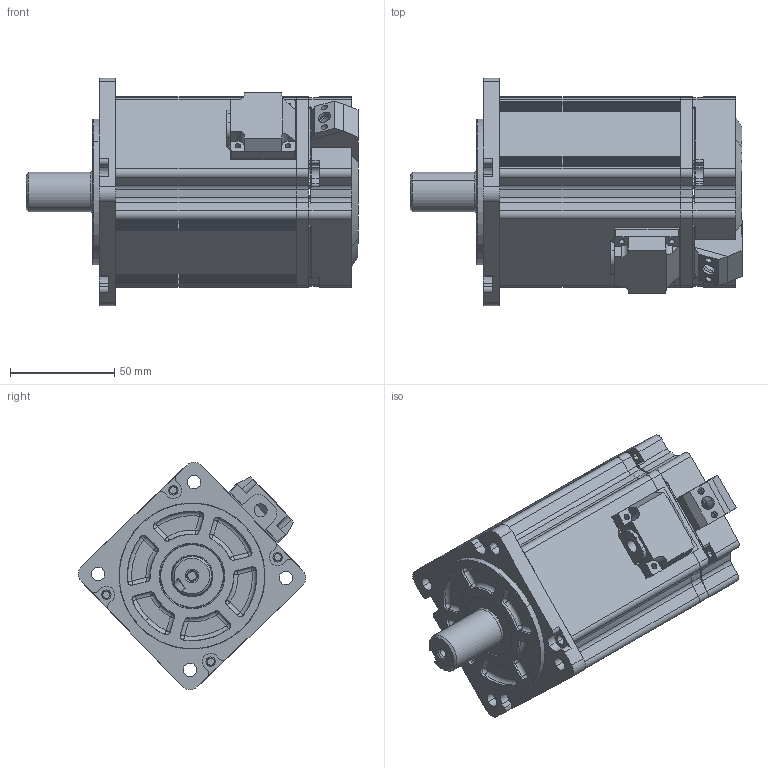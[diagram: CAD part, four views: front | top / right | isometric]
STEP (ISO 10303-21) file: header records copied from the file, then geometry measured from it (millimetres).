
FILE_DESCRIPTION (( 'STEP AP203' ), '1' );
FILE_NAME ('MS6H-80-B1-02430-蚾饜芞.STEP', '2021-10-27T07:37:44', ( '' ), ( '' ), 'SwSTEP 2.0', 'SolidWorks 2016', '' );
FILE_SCHEMA (( 'CONFIG_CONTROL_DESIGN' ));
Length unit declared in the file: millimetre
Products named in the file (1): MS6H-80-B1-02430-蚾饜芞
Bounding box: 159 x 108.95 x 108.95 mm (x, y, z)
Surface area: 73161.9 mm2 (no closed solid volume)
Topology: 0 solids, 11 shells, 650 faces, 2027 edges, 1388 vertices
Faces by surface type: cylinder 390, plane 152, cone 36, sphere 28, bspline 25, torus 19
Entity records: 23684 total; most frequent: CARTESIAN_POINT 5341, DIRECTION 4251, ORIENTED_EDGE 3250, EDGE_CURVE 2027, AXIS2_PLACEMENT_3D 1684, VERTEX_POINT 1388, CIRCLE 1058, LINE 883
